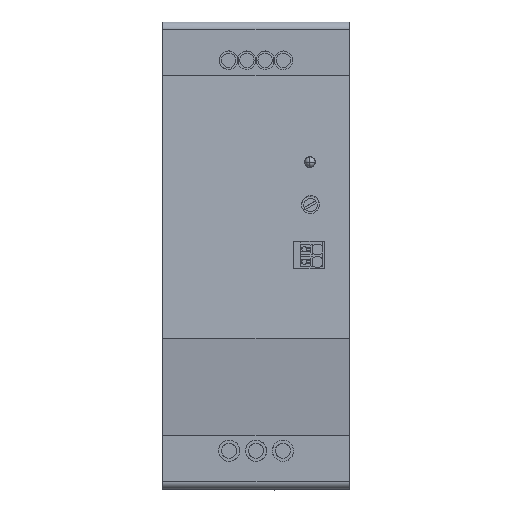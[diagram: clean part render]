
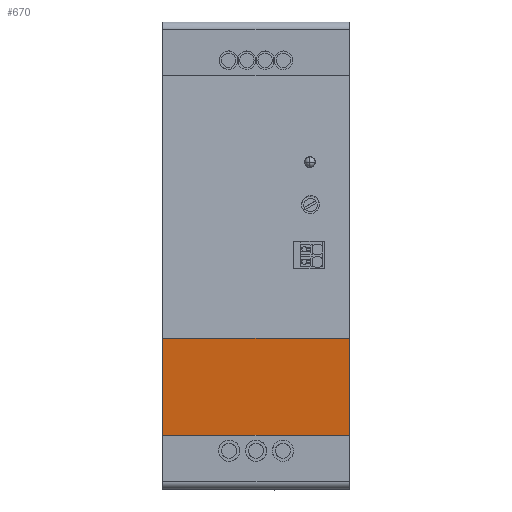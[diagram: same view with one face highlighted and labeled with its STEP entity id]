
A CAD part, top view. The second image highlights one B-rep face of the part: STEP entity #670.
In plain terms, the highlighted planar face has unit normal (0, -0.114, 0.994).
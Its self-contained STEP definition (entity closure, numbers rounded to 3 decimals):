
#650=AXIS2_PLACEMENT_3D('Plane Axis2P3D',#647,#648,#649) ;
#252=CARTESIAN_POINT('Vertex',(52.,14.997,100.461)) ;
#257=CARTESIAN_POINT('Line Origine',(26.,14.999,100.461)) ;
#261=CARTESIAN_POINT('Vertex',(0.,15.,100.461)) ;
#531=CARTESIAN_POINT('Vertex',(52.,42.,103.563)) ;
#534=CARTESIAN_POINT('Line Origine',(52.,28.499,102.012)) ;
#647=CARTESIAN_POINT('Axis2P3D Location',(52.,14.997,100.46)) ;
#652=CARTESIAN_POINT('Line Origine',(26.,42.,103.563)) ;
#656=CARTESIAN_POINT('Vertex',(0.,42.,103.563)) ;
#659=CARTESIAN_POINT('Line Origine',(0.,28.5,102.012)) ;
#258=DIRECTION('Vector Direction',(-1.,0.,0.)) ;
#535=DIRECTION('Vector Direction',(0.,-0.993,-0.114)) ;
#648=DIRECTION('Axis2P3D Direction',(0.,-0.114,0.993)) ;
#649=DIRECTION('Axis2P3D XDirection',(0.,0.993,0.114)) ;
#653=DIRECTION('Vector Direction',(1.,0.,0.)) ;
#660=DIRECTION('Vector Direction',(0.,-0.993,-0.114)) ;
#259=VECTOR('Line Direction',#258,1.) ;
#536=VECTOR('Line Direction',#535,1.) ;
#654=VECTOR('Line Direction',#653,1.) ;
#661=VECTOR('Line Direction',#660,1.) ;
#665=ORIENTED_EDGE('',*,*,#263,.F.) ;
#666=ORIENTED_EDGE('',*,*,#538,.F.) ;
#667=ORIENTED_EDGE('',*,*,#658,.F.) ;
#668=ORIENTED_EDGE('',*,*,#663,.T.) ;
#670=ADVANCED_FACE('Hauptk\X2\00F6\X0\rper',(#669),#651,.T.) ;
#263=EDGE_CURVE('',#253,#262,#260,.T.) ;
#538=EDGE_CURVE('',#532,#253,#537,.T.) ;
#658=EDGE_CURVE('',#657,#532,#655,.T.) ;
#663=EDGE_CURVE('',#657,#262,#662,.T.) ;
#664=EDGE_LOOP('',(#665,#666,#667,#668)) ;
#669=FACE_OUTER_BOUND('',#664,.T.) ;
#260=LINE('Line',#257,#259) ;
#537=LINE('Line',#534,#536) ;
#655=LINE('Line',#652,#654) ;
#662=LINE('Line',#659,#661) ;
#651=PLANE('',#650) ;
#253=VERTEX_POINT('',#252) ;
#262=VERTEX_POINT('',#261) ;
#532=VERTEX_POINT('',#531) ;
#657=VERTEX_POINT('',#656) ;
